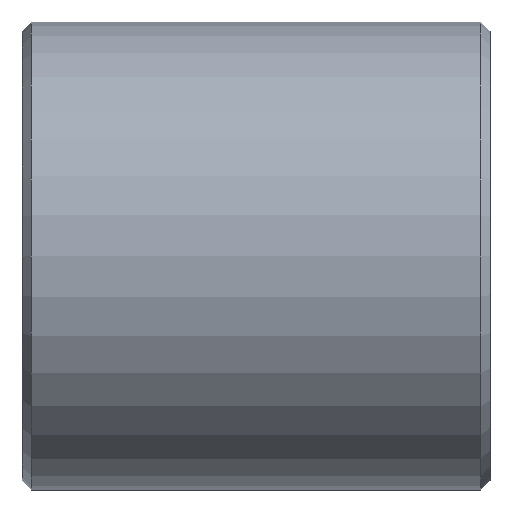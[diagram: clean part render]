
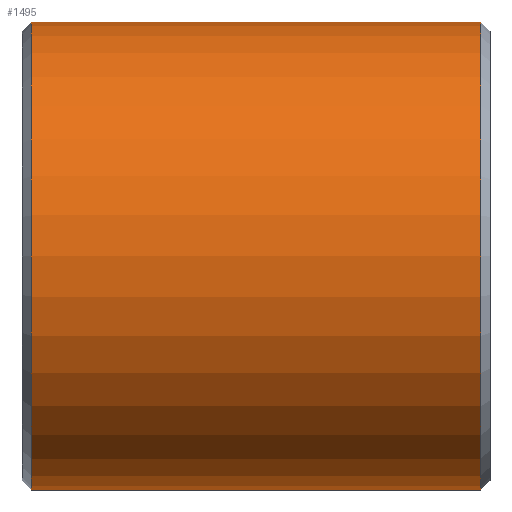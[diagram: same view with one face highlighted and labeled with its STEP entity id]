
A CAD part, left-side view. The second image highlights one B-rep face of the part: STEP entity #1495.
In plain terms, the highlighted cylindrical face has radius 7.5 mm (diameter 15 mm), a partial arc.
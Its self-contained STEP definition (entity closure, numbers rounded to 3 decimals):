
#29 = VECTOR ( 'NONE', #1341, 1000. ) ;
#38 = AXIS2_PLACEMENT_3D ( 'NONE', #98, #93, #96 ) ;
#52 = CIRCLE ( 'NONE', #113, 7.5 ) ;
#93 = DIRECTION ( 'NONE',  ( 0., -1., 0. ) ) ;
#96 = DIRECTION ( 'NONE',  ( 0., 0., -1. ) ) ;
#98 = CARTESIAN_POINT ( 'NONE',  ( 0., -9.881, 0. ) ) ;
#113 = AXIS2_PLACEMENT_3D ( 'NONE', #1158, #1159, #1160 ) ;
#147 = EDGE_CURVE ( 'NONE', #283, #247, #536, .T. ) ;
#178 = EDGE_CURVE ( 'NONE', #293, #258, #544, .T. ) ;
#218 = CIRCLE ( 'NONE', #1790, 7.5 ) ;
#247 = VERTEX_POINT ( 'NONE', #1316 ) ;
#258 = VERTEX_POINT ( 'NONE', #1297 ) ;
#283 = VERTEX_POINT ( 'NONE', #1594 ) ;
#293 = VERTEX_POINT ( 'NONE', #1587 ) ;
#327 = EDGE_LOOP ( 'NONE', ( #396, #400, #434, #374 ) ) ;
#374 = ORIENTED_EDGE ( 'NONE', *, *, #1697, .F. ) ;
#396 = ORIENTED_EDGE ( 'NONE', *, *, #147, .F. ) ;
#400 = ORIENTED_EDGE ( 'NONE', *, *, #1579, .T. ) ;
#434 = ORIENTED_EDGE ( 'NONE', *, *, #178, .T. ) ;
#536 = LINE ( 'NONE', #580, #1717 ) ;
#544 = LINE ( 'NONE', #1366, #29 ) ;
#551 = FACE_OUTER_BOUND ( 'NONE', #327, .T. ) ;
#552 = CYLINDRICAL_SURFACE ( 'NONE', #38, 7.5 ) ;
#579 = DIRECTION ( 'NONE',  ( 0., -1., 0. ) ) ;
#580 = CARTESIAN_POINT ( 'NONE',  ( 0., -9.881, 7.5 ) ) ;
#1145 = CARTESIAN_POINT ( 'NONE',  ( 0., 7.2, 0. ) ) ;
#1146 = DIRECTION ( 'NONE',  ( 0., -1., 0. ) ) ;
#1147 = DIRECTION ( 'NONE',  ( 0., 0., -1. ) ) ;
#1158 = CARTESIAN_POINT ( 'NONE',  ( 0., -7.2, 0. ) ) ;
#1159 = DIRECTION ( 'NONE',  ( 0., -1., 0. ) ) ;
#1160 = DIRECTION ( 'NONE',  ( 0., 0., -1. ) ) ;
#1297 = CARTESIAN_POINT ( 'NONE',  ( 0., -7.2, -7.5 ) ) ;
#1316 = CARTESIAN_POINT ( 'NONE',  ( 0., -7.2, 7.5 ) ) ;
#1341 = DIRECTION ( 'NONE',  ( 0., -1., 0. ) ) ;
#1366 = CARTESIAN_POINT ( 'NONE',  ( 0., -9.881, -7.5 ) ) ;
#1495 = ADVANCED_FACE ( 'NONE', ( #551 ), #552, .T. ) ;
#1579 = EDGE_CURVE ( 'NONE', #283, #293, #218, .T. ) ;
#1587 = CARTESIAN_POINT ( 'NONE',  ( 0., 7.2, -7.5 ) ) ;
#1594 = CARTESIAN_POINT ( 'NONE',  ( 0., 7.2, 7.5 ) ) ;
#1697 = EDGE_CURVE ( 'NONE', #247, #258, #52, .T. ) ;
#1717 = VECTOR ( 'NONE', #579, 1000. ) ;
#1790 = AXIS2_PLACEMENT_3D ( 'NONE', #1145, #1146, #1147 ) ;
